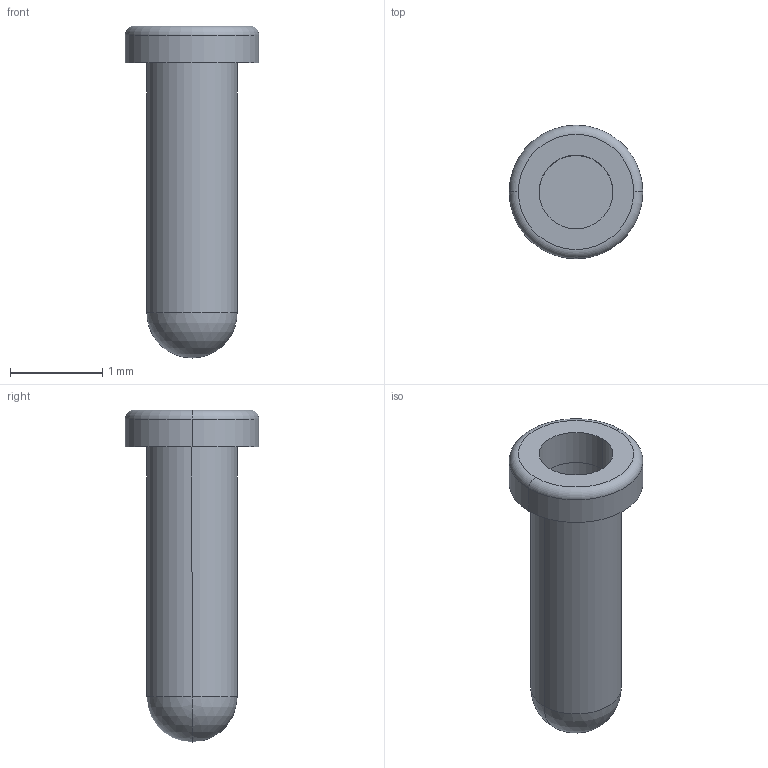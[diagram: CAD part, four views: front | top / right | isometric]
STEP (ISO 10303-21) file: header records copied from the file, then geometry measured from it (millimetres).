
FILE_DESCRIPTION((''),'2;1');
FILE_NAME('FISCHER_SB 1.stp','2013-04-18T13:49:33',(''),(''),'Mechanical Desktop 2011','Mechanical Desktop 2011',', , ');
FILE_SCHEMA(('AUTOMOTIVE_DESIGN { 1 2 10303 214 1 1 1 1 }'));
Length unit declared in the file: millimetre
Products named in the file (1): Product
Bounding box: 1.45 x 1.45 x 3.6 mm (x, y, z)
Volume: 1.3 mm3; surface area: 22.7 mm2
Topology: 2 solids, 2 shells, 16 faces, 36 edges, 27 vertices
Faces by surface type: cylinder 8, plane 4, sphere 2, torus 2
Entity records: 496 total; most frequent: DIRECTION 90, CARTESIAN_POINT 74, ORIENTED_EDGE 60, AXIS2_PLACEMENT_3D 39, EDGE_CURVE 30, CIRCLE 22, VERTEX_POINT 19, EDGE_LOOP 19
